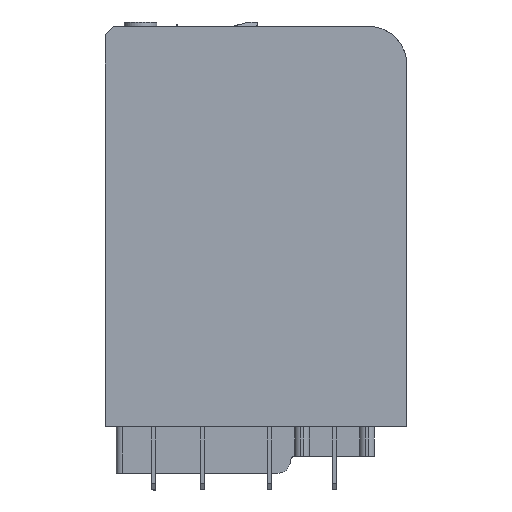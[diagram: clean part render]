
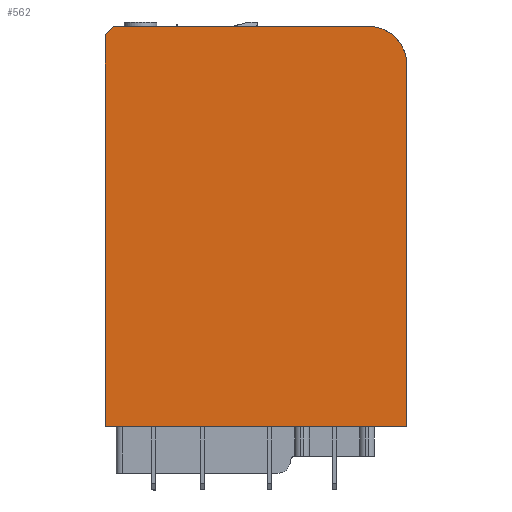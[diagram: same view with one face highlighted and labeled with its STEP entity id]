
A CAD part, left-side view. The second image highlights one B-rep face of the part: STEP entity #562.
In plain terms, the highlighted planar face has unit normal (-1, 0, 0).
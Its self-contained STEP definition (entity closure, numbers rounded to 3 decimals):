
#533=AXIS2_PLACEMENT_3D('Circle Axis2P3D',#531,#532,$) ;
#547=AXIS2_PLACEMENT_3D('Plane Axis2P3D',#544,#545,#546) ;
#135=CARTESIAN_POINT('Vertex',(0.,34.8,55.)) ;
#138=CARTESIAN_POINT('Line Origine',(0.,19.65,55.)) ;
#142=CARTESIAN_POINT('Vertex',(0.,4.5,55.)) ;
#451=CARTESIAN_POINT('Vertex',(0.,35.8,54.)) ;
#454=CARTESIAN_POINT('Line Origine',(0.,35.3,54.5)) ;
#476=CARTESIAN_POINT('Vertex',(0.,35.8,7.5)) ;
#479=CARTESIAN_POINT('Line Origine',(0.,35.8,30.75)) ;
#498=CARTESIAN_POINT('Line Origine',(0.,0.,29.)) ;
#502=CARTESIAN_POINT('Vertex',(0.,0.,7.5)) ;
#504=CARTESIAN_POINT('Vertex',(0.,0.,50.5)) ;
#531=CARTESIAN_POINT('Axis2P3D Location',(0.,4.5,50.5)) ;
#544=CARTESIAN_POINT('Axis2P3D Location',(0.,34.8,8.)) ;
#549=CARTESIAN_POINT('Line Origine',(0.,17.9,7.5)) ;
#139=DIRECTION('Vector Direction',(0.,1.,0.)) ;
#455=DIRECTION('Vector Direction',(0.,0.707,-0.707)) ;
#480=DIRECTION('Vector Direction',(0.,0.,1.)) ;
#499=DIRECTION('Vector Direction',(0.,0.,1.)) ;
#532=DIRECTION('Axis2P3D Direction',(-1.,0.,0.)) ;
#545=DIRECTION('Axis2P3D Direction',(1.,0.,0.)) ;
#546=DIRECTION('Axis2P3D XDirection',(0.,-1.,0.)) ;
#550=DIRECTION('Vector Direction',(0.,1.,0.)) ;
#140=VECTOR('Line Direction',#139,1.) ;
#456=VECTOR('Line Direction',#455,1.) ;
#481=VECTOR('Line Direction',#480,1.) ;
#500=VECTOR('Line Direction',#499,1.) ;
#551=VECTOR('Line Direction',#550,1.) ;
#555=ORIENTED_EDGE('',*,*,#535,.T.) ;
#556=ORIENTED_EDGE('',*,*,#144,.T.) ;
#557=ORIENTED_EDGE('',*,*,#458,.T.) ;
#558=ORIENTED_EDGE('',*,*,#483,.F.) ;
#559=ORIENTED_EDGE('',*,*,#553,.F.) ;
#560=ORIENTED_EDGE('',*,*,#506,.T.) ;
#562=ADVANCED_FACE('RELAIS',(#561),#548,.F.) ;
#534=CIRCLE('generated circle',#533,4.5) ;
#144=EDGE_CURVE('',#143,#136,#141,.T.) ;
#458=EDGE_CURVE('',#136,#452,#457,.T.) ;
#483=EDGE_CURVE('',#477,#452,#482,.T.) ;
#506=EDGE_CURVE('',#503,#505,#501,.T.) ;
#535=EDGE_CURVE('',#505,#143,#534,.T.) ;
#553=EDGE_CURVE('',#503,#477,#552,.T.) ;
#554=EDGE_LOOP('',(#555,#556,#557,#558,#559,#560)) ;
#561=FACE_OUTER_BOUND('',#554,.T.) ;
#141=LINE('Line',#138,#140) ;
#457=LINE('Line',#454,#456) ;
#482=LINE('Line',#479,#481) ;
#501=LINE('Line',#498,#500) ;
#552=LINE('Line',#549,#551) ;
#548=PLANE('',#547) ;
#136=VERTEX_POINT('',#135) ;
#143=VERTEX_POINT('',#142) ;
#452=VERTEX_POINT('',#451) ;
#477=VERTEX_POINT('',#476) ;
#503=VERTEX_POINT('',#502) ;
#505=VERTEX_POINT('',#504) ;
